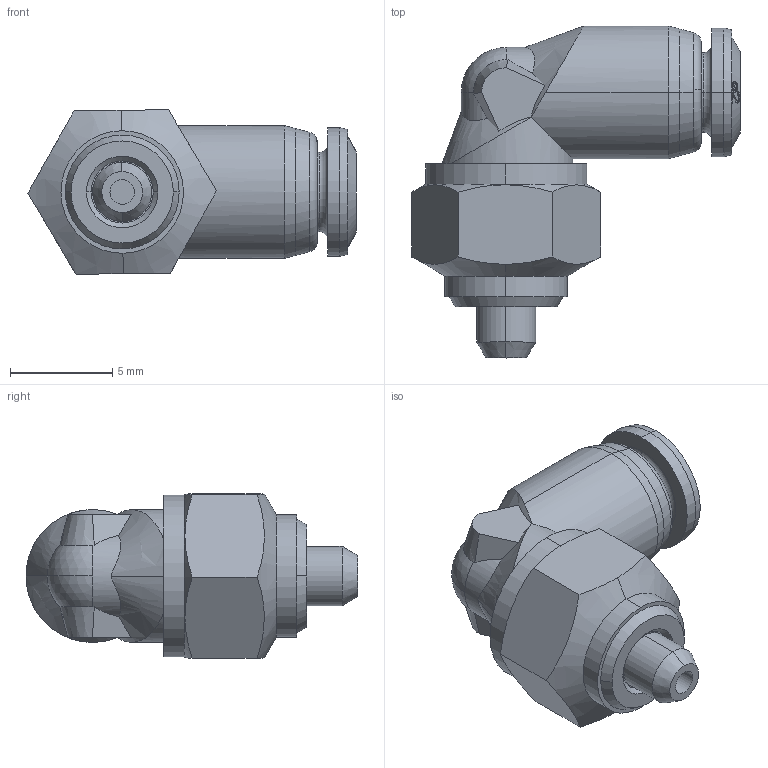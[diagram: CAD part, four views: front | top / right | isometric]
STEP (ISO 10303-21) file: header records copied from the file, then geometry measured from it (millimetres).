
FILE_DESCRIPTION (( 'STEP AP214' ), '1' );
FILE_NAME ('5611500001.step', '2012-10-22T17:00:17', ( '' ), ( '' ), 'SwSTEP 2.0', 'SolidWorks 2012', '' );
FILE_SCHEMA (( 'AUTOMOTIVE_DESIGN' ));
Length unit declared in the file: millimetre
Products named in the file (1): 5611500001
Bounding box: 16.07 x 16.25 x 8.06 mm (x, y, z)
Volume: 729.7 mm3; surface area: 638.2 mm2
Topology: 1 solids, 1 shells, 146 faces, 382 edges, 251 vertices
Faces by surface type: bspline 55, cone 36, plane 23, cylinder 22, torus 8, sphere 2
Entity records: 8170 total; most frequent: CARTESIAN_POINT 3474, ORIENTED_EDGE 764, DIRECTION 426, EDGE_CURVE 382, VERTEX_POINT 251, B_SPLINE_CURVE_WITH_KNOTS 225, AXIS2_PLACEMENT_3D 183, EDGE_LOOP 159
